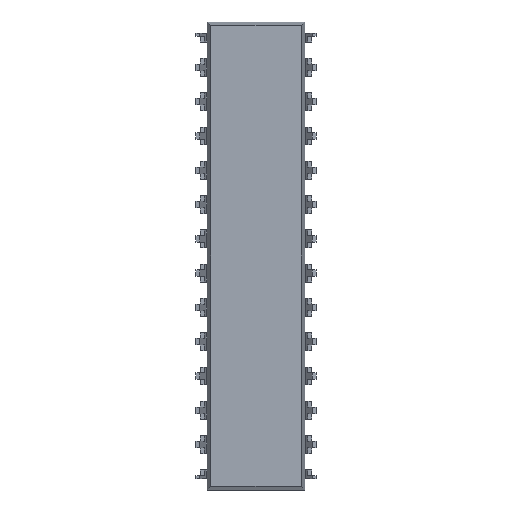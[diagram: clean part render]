
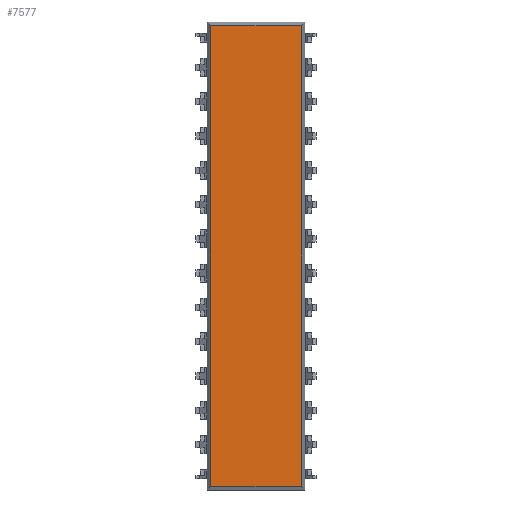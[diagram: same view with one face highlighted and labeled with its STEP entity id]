
A CAD part, front view. The second image highlights one B-rep face of the part: STEP entity #7577.
In plain terms, the highlighted planar face has unit normal (0, -1, 0).
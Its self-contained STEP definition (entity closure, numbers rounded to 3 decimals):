
#971=FACE_OUTER_BOUND('',#1348,.T.);
#1348=EDGE_LOOP('',(#6769,#6770,#6771,#6772));
#2210=LINE('',#12187,#3074);
#2211=LINE('',#12189,#3075);
#2212=LINE('',#12191,#3076);
#2213=LINE('',#12192,#3077);
#3074=VECTOR('',#9881,10.);
#3075=VECTOR('',#9882,10.);
#3076=VECTOR('',#9883,10.);
#3077=VECTOR('',#9884,10.);
#3785=VERTEX_POINT('',#12185);
#3786=VERTEX_POINT('',#12186);
#3787=VERTEX_POINT('',#12188);
#3788=VERTEX_POINT('',#12190);
#4821=EDGE_CURVE('',#3785,#3786,#2210,.T.);
#4822=EDGE_CURVE('',#3786,#3787,#2211,.T.);
#4823=EDGE_CURVE('',#3787,#3788,#2212,.T.);
#4824=EDGE_CURVE('',#3788,#3785,#2213,.T.);
#6769=ORIENTED_EDGE('',*,*,#4821,.T.);
#6770=ORIENTED_EDGE('',*,*,#4822,.T.);
#6771=ORIENTED_EDGE('',*,*,#4823,.T.);
#6772=ORIENTED_EDGE('',*,*,#4824,.T.);
#7216=PLANE('',#8079);
#7577=ADVANCED_FACE('',(#971),#7216,.F.);
#8079=AXIS2_PLACEMENT_3D('',#12184,#9879,#9880);
#9879=DIRECTION('center_axis',(0.,1.,0.));
#9880=DIRECTION('ref_axis',(0.,0.,1.));
#9881=DIRECTION('',(0.,0.,1.));
#9882=DIRECTION('',(-1.,0.,0.));
#9883=DIRECTION('',(0.,0.,-1.));
#9884=DIRECTION('',(1.,0.,0.));
#12184=CARTESIAN_POINT('Origin',(0.,-1.65,0.));
#12185=CARTESIAN_POINT('',(3.34,-1.65,-17.055));
#12186=CARTESIAN_POINT('',(3.34,-1.65,17.055));
#12187=CARTESIAN_POINT('',(3.34,-1.65,-17.055));
#12188=CARTESIAN_POINT('',(-3.34,-1.65,17.055));
#12189=CARTESIAN_POINT('',(3.34,-1.65,17.055));
#12190=CARTESIAN_POINT('',(-3.34,-1.65,-17.055));
#12191=CARTESIAN_POINT('',(-3.34,-1.65,17.055));
#12192=CARTESIAN_POINT('',(-3.34,-1.65,-17.055));
